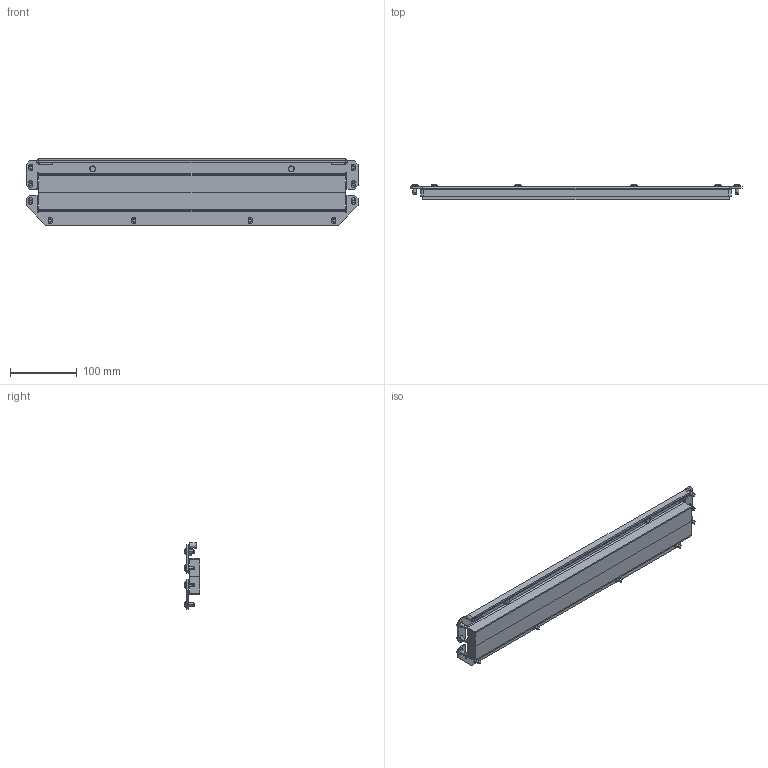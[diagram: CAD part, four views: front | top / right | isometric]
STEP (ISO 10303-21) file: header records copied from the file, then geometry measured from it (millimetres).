
FILE_DESCRIPTION (( 'STEP AP203' ), '1' );
FILE_NAME ('UR31302100060 Ïàíåëü óïëîòíåíèÿ ÏÑÓË êîíöåâàÿ 100ìì RS52 60.00 (000.801.601-02).STEP', '2022-04-15T12:12:59', ( '' ), ( '' ), 'SwSTEP 2.0', 'SolidWorks 2017', '' );
FILE_SCHEMA (( 'CONFIG_CONTROL_DESIGN' ));
Length unit declared in the file: millimetre
Products named in the file (9): 000.130.373 Ïàíåëü îñíîâàíèÿ_04 (00.60); 000.130.374 Ïàíåëü îñíîâàíèÿ_04 (00.60); ﾋ褊 ﾏﾑﾓﾋ LC3 00.80_04 (00.60); Óïëîòíèòåëü 3õ10 ïàíåëåé îñíîâàíèÿ LC3 00.80_04 (00.60); 003-434 Ïàíåëü îñíîâàíèÿ_04 (00.60); UR31302100060 Ïàíåëü óïëîòíåíèÿ ÏÑÓË êîíöåâàÿ 100ìì RS52 60.00 (000.801.601-02); 003-435 Ïàíåëü îñíîâàíèÿ_04 (00.60); ч蜱齁罻 ST-9; Âèíò DIN 7500 C TORX_Œ5å12
Assembly tree (19 placements, depth 3):
  UR31302100060 Ïàíåëü óïëîòíåíèÿ ÏÑÓË êîíöåâàÿ 100ìì RS52 60.00 (000.801.601-02)
    000.130.374 Ïàíåëü îñíîâàíèÿ_04 (00.60)
      003-435 Ïàíåëü îñíîâàíèÿ_04 (00.60)
      ﾋ褊 ﾏﾑﾓﾋ LC3 00.80_04 (00.60)
      Óïëîòíèòåëü 3õ10 ïàíåëåé îñíîâàíèÿ LC3 00.80_04 (00.60)
      ч蜱齁罻 ST-9  x2
    Âèíò DIN 7500 C TORX_Œ5å12  x10
    000.130.373 Ïàíåëü îñíîâàíèÿ_04 (00.60)
      003-434 Ïàíåëü îñíîâàíèÿ_04 (00.60)
      ﾋ褊 ﾏﾑﾓﾋ LC3 00.80_04 (00.60)
Bounding box: 498 x 22.69 x 99.5 mm (x, y, z)
Volume: 450015.3 mm3; surface area: 184496.2 mm2
Topology: 17 solids, 17 shells, 604 faces, 1588 edges, 1032 vertices
Faces by surface type: plane 288, cylinder 236, cone 44, sphere 20, torus 16
Entity records: 7699 total; most frequent: CARTESIAN_POINT 1221, DIRECTION 1147, ORIENTED_EDGE 1060, EDGE_CURVE 530, AXIS2_PLACEMENT_3D 408, VERTEX_POINT 336, VECTOR 331, LINE 331
